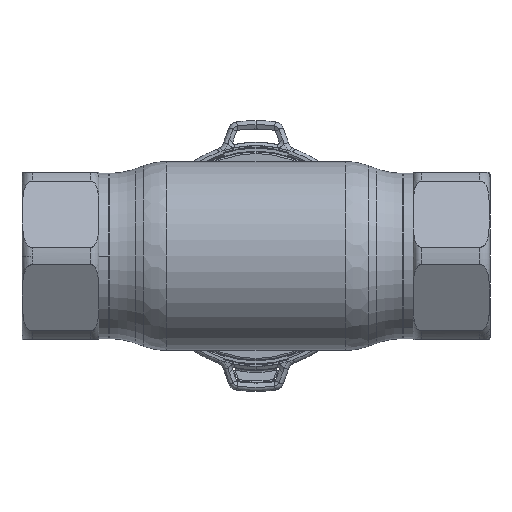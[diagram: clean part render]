
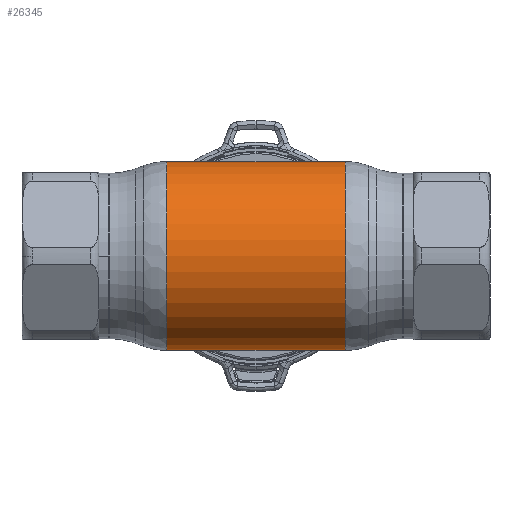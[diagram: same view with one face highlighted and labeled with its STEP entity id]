
A CAD part, front view. The second image highlights one B-rep face of the part: STEP entity #26345.
In plain terms, the highlighted cylindrical face has radius 28.25 mm (diameter 56.5 mm), a partial arc.
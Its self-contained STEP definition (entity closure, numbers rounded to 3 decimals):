
#596 = CYLINDRICAL_SURFACE ( 'NONE', #20969, 28.25 ) ;
#1473 = VECTOR ( 'NONE', #15997, 1000. ) ;
#1954 = VERTEX_POINT ( 'NONE', #22476 ) ;
#2182 = VERTEX_POINT ( 'NONE', #34338 ) ;
#2901 = CARTESIAN_POINT ( 'NONE',  ( 26.673, 0., 0. ) ) ;
#3596 = ORIENTED_EDGE ( 'NONE', *, *, #15110, .F. ) ;
#4156 = DIRECTION ( 'NONE',  ( 0., 0., 1. ) ) ;
#4330 = CARTESIAN_POINT ( 'NONE',  ( -62.69, 0., -28.25 ) ) ;
#6648 = FACE_OUTER_BOUND ( 'NONE', #8712, .T. ) ;
#8373 = VERTEX_POINT ( 'NONE', #19317 ) ;
#8712 = EDGE_LOOP ( 'NONE', ( #3596, #29658, #11899, #28715 ) ) ;
#8804 = DIRECTION ( 'NONE',  ( -1., 0., 0. ) ) ;
#9173 = LINE ( 'NONE', #21060, #25057 ) ;
#9409 = CIRCLE ( 'NONE', #34887, 28.25 ) ;
#10203 = DIRECTION ( 'NONE',  ( -1., 0., 0. ) ) ;
#11899 = ORIENTED_EDGE ( 'NONE', *, *, #13576, .T. ) ;
#12827 = CIRCLE ( 'NONE', #17794, 28.25 ) ;
#13269 = LINE ( 'NONE', #4330, #1473 ) ;
#13502 = DIRECTION ( 'NONE',  ( -1., 0., 0. ) ) ;
#13576 = EDGE_CURVE ( 'NONE', #2182, #1954, #9173, .T. ) ;
#15110 = EDGE_CURVE ( 'NONE', #8373, #20893, #13269, .T. ) ;
#15997 = DIRECTION ( 'NONE',  ( -1., 0., 0. ) ) ;
#16592 = DIRECTION ( 'NONE',  ( 0., 0., 1. ) ) ;
#17794 = AXIS2_PLACEMENT_3D ( 'NONE', #2901, #13502, #16592 ) ;
#18735 = EDGE_CURVE ( 'NONE', #8373, #2182, #12827, .T. ) ;
#19317 = CARTESIAN_POINT ( 'NONE',  ( 26.673, 0., -28.25 ) ) ;
#20893 = VERTEX_POINT ( 'NONE', #27054 ) ;
#20896 = CARTESIAN_POINT ( 'NONE',  ( -62.69, 0., 0. ) ) ;
#20969 = AXIS2_PLACEMENT_3D ( 'NONE', #20896, #8804, #32560 ) ;
#21060 = CARTESIAN_POINT ( 'NONE',  ( -62.69, 0., 28.25 ) ) ;
#22476 = CARTESIAN_POINT ( 'NONE',  ( -26.673, 0., 28.25 ) ) ;
#25057 = VECTOR ( 'NONE', #27425, 1000. ) ;
#26345 = ADVANCED_FACE ( 'NONE', ( #6648 ), #596, .T. ) ;
#27054 = CARTESIAN_POINT ( 'NONE',  ( -26.673, 0., -28.25 ) ) ;
#27425 = DIRECTION ( 'NONE',  ( -1., 0., 0. ) ) ;
#28715 = ORIENTED_EDGE ( 'NONE', *, *, #31062, .F. ) ;
#29658 = ORIENTED_EDGE ( 'NONE', *, *, #18735, .T. ) ;
#31062 = EDGE_CURVE ( 'NONE', #20893, #1954, #9409, .T. ) ;
#32560 = DIRECTION ( 'NONE',  ( 0., 0., 1. ) ) ;
#34338 = CARTESIAN_POINT ( 'NONE',  ( 26.673, 0., 28.25 ) ) ;
#34887 = AXIS2_PLACEMENT_3D ( 'NONE', #36849, #10203, #4156 ) ;
#36849 = CARTESIAN_POINT ( 'NONE',  ( -26.673, 0., 0. ) ) ;
